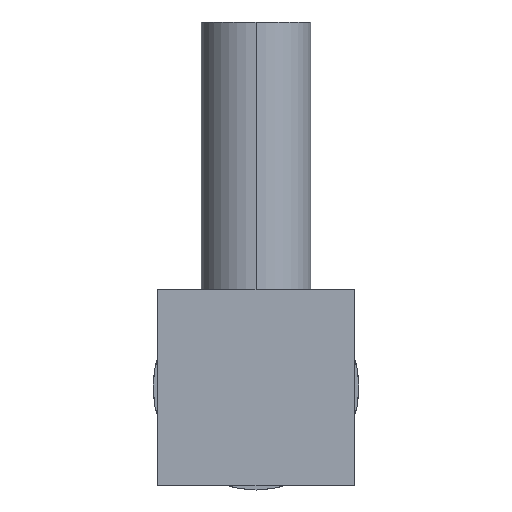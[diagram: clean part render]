
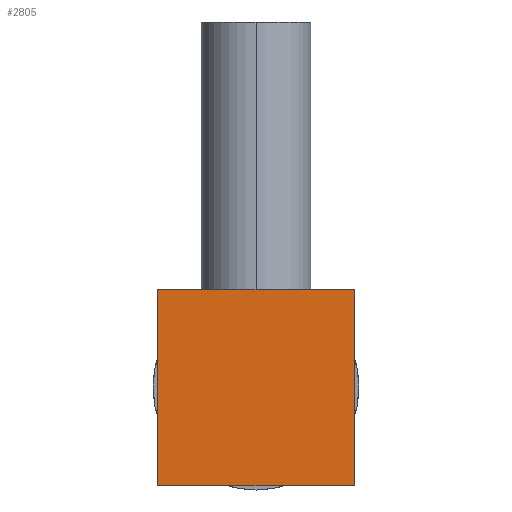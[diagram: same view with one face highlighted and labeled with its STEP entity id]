
A CAD part, front view. The second image highlights one B-rep face of the part: STEP entity #2805.
In plain terms, the highlighted planar face has unit normal (0, -1, 0).
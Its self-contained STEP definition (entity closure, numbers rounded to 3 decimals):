
#13=DIRECTION('',(0.,0.,-1.));
#14=VECTOR('',#13,7.);
#15=CARTESIAN_POINT('',(-3.5,-11.75,0.5));
#16=LINE('',#15,#14);
#17=DIRECTION('',(1.,0.,0.));
#18=VECTOR('',#17,7.);
#19=CARTESIAN_POINT('',(-3.5,-11.75,-6.5));
#20=LINE('',#19,#18);
#21=DIRECTION('',(1.,0.,0.));
#22=VECTOR('',#21,7.);
#23=CARTESIAN_POINT('',(-3.5,-11.75,0.5));
#24=LINE('',#23,#22);
#77=DIRECTION('',(0.,0.,-1.));
#78=VECTOR('',#77,7.);
#79=CARTESIAN_POINT('',(3.5,-11.75,0.5));
#80=LINE('',#79,#78);
#2467=CARTESIAN_POINT('',(-3.5,-11.75,-6.5));
#2469=VERTEX_POINT('',#2467);
#2473=CARTESIAN_POINT('',(-3.5,-11.75,0.5));
#2474=VERTEX_POINT('',#2473);
#2475=CARTESIAN_POINT('',(3.5,-11.75,-6.5));
#2477=VERTEX_POINT('',#2475);
#2481=CARTESIAN_POINT('',(3.5,-11.75,0.5));
#2482=VERTEX_POINT('',#2481);
#2792=CARTESIAN_POINT('',(-3.5,-11.75,0.5));
#2793=DIRECTION('',(0.,-1.,0.));
#2794=DIRECTION('',(0.,0.,-1.));
#2795=AXIS2_PLACEMENT_3D('',#2792,#2793,#2794);
#2796=PLANE('',#2795);
#2797=ORIENTED_EDGE('',*,*,#2772,.F.);
#2799=ORIENTED_EDGE('',*,*,#2798,.T.);
#2801=ORIENTED_EDGE('',*,*,#2800,.T.);
#2802=ORIENTED_EDGE('',*,*,#2783,.F.);
#2803=EDGE_LOOP('',(#2797,#2799,#2801,#2802));
#2804=FACE_OUTER_BOUND('',#2803,.F.);
#2772=EDGE_CURVE('',#2474,#2469,#16,.T.);
#2783=EDGE_CURVE('',#2469,#2477,#20,.T.);
#2798=EDGE_CURVE('',#2474,#2482,#24,.T.);
#2800=EDGE_CURVE('',#2482,#2477,#80,.T.);
#2805=ADVANCED_FACE('',(#2804),#2796,.T.);
